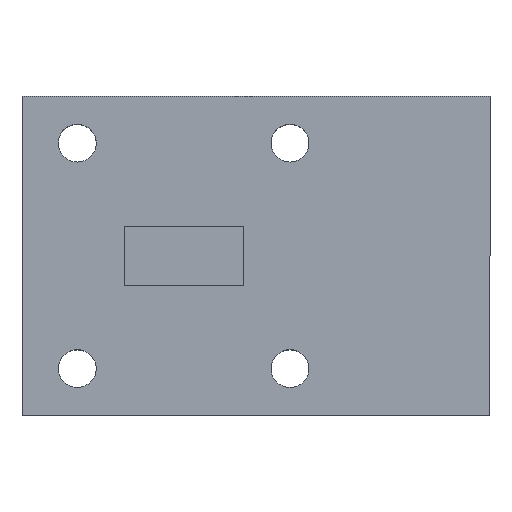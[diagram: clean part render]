
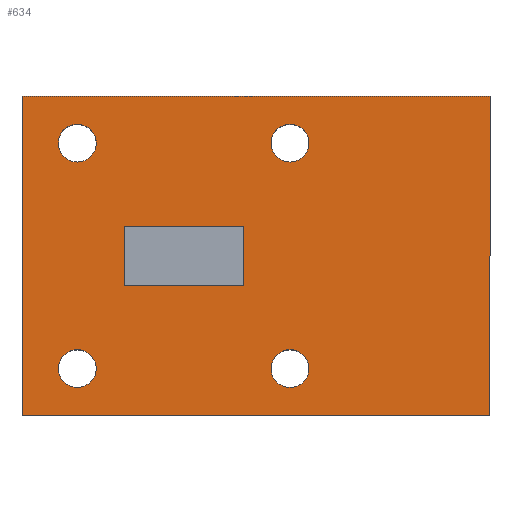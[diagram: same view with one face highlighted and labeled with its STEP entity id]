
A CAD part, top view. The second image highlights one B-rep face of the part: STEP entity #634.
In plain terms, the highlighted planar face has unit normal (0, 0, 1).
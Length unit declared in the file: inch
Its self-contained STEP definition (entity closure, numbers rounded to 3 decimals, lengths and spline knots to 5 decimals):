
#1 = VERTEX_POINT ( 'NONE', #363 ) ;
#8 = DIRECTION ( 'NONE',  ( 1., 0., 0. ) ) ;
#12 = DIRECTION ( 'NONE',  ( 0., -1., 0. ) ) ;
#15 = ORIENTED_EDGE ( 'NONE', *, *, #529, .F. ) ;
#16 = CARTESIAN_POINT ( 'NONE',  ( -0.3755, 0.265, 0.39 ) ) ;
#18 = VERTEX_POINT ( 'NONE', #657 ) ;
#22 = EDGE_CURVE ( 'NONE', #18, #752, #60, .T. ) ;
#34 = VECTOR ( 'NONE', #141, 39.37008 ) ;
#36 = AXIS2_PLACEMENT_3D ( 'NONE', #424, #792, #241 ) ;
#37 = VECTOR ( 'NONE', #312, 39.37008 ) ;
#45 = DIRECTION ( 'NONE',  ( 1., 0., 0. ) ) ;
#53 = EDGE_CURVE ( 'NONE', #206, #484, #179, .T. ) ;
#55 = CARTESIAN_POINT ( 'NONE',  ( -0.31, 0.07, 0.39 ) ) ;
#60 = LINE ( 'NONE', #150, #324 ) ;
#72 = CIRCLE ( 'NONE', #167, 0.0445 ) ;
#76 = ORIENTED_EDGE ( 'NONE', *, *, #764, .F. ) ;
#94 = VECTOR ( 'NONE', #799, 39.37008 ) ;
#102 = CARTESIAN_POINT ( 'NONE',  ( -0.31, -0.07, 0.39 ) ) ;
#110 = CARTESIAN_POINT ( 'NONE',  ( -0.3755, -0.265, 0.39 ) ) ;
#111 = ORIENTED_EDGE ( 'NONE', *, *, #153, .T. ) ;
#123 = CIRCLE ( 'NONE', #407, 0.0445 ) ;
#135 = CIRCLE ( 'NONE', #223, 0.0445 ) ;
#141 = DIRECTION ( 'NONE',  ( 1., 0., 0. ) ) ;
#145 = VECTOR ( 'NONE', #625, 39.37008 ) ;
#146 = CARTESIAN_POINT ( 'NONE',  ( -0.31, 0.07, 0.39 ) ) ;
#150 = CARTESIAN_POINT ( 'NONE',  ( 0.55, 0.375, 0.39 ) ) ;
#151 = CARTESIAN_POINT ( 'NONE',  ( -0.03, -0.07, 0.39 ) ) ;
#153 = EDGE_CURVE ( 'NONE', #752, #763, #791, .T. ) ;
#163 = DIRECTION ( 'NONE',  ( 1., 0., 0. ) ) ;
#165 = CIRCLE ( 'NONE', #36, 0.0445 ) ;
#167 = AXIS2_PLACEMENT_3D ( 'NONE', #466, #284, #718 ) ;
#170 = FACE_BOUND ( 'NONE', #173, .T. ) ;
#171 = VERTEX_POINT ( 'NONE', #426 ) ;
#172 = EDGE_CURVE ( 'NONE', #600, #396, #411, .T. ) ;
#173 = EDGE_LOOP ( 'NONE', ( #421, #258 ) ) ;
#179 = CIRCLE ( 'NONE', #486, 0.0445 ) ;
#196 = CARTESIAN_POINT ( 'NONE',  ( -0.42, 0.265, 0.39 ) ) ;
#201 = CARTESIAN_POINT ( 'NONE',  ( 0.08, -0.265, 0.39 ) ) ;
#206 = VERTEX_POINT ( 'NONE', #110 ) ;
#218 = DIRECTION ( 'NONE',  ( 1., 0., 0. ) ) ;
#223 = AXIS2_PLACEMENT_3D ( 'NONE', #196, #628, #8 ) ;
#235 = EDGE_CURVE ( 'NONE', #755, #412, #383, .T. ) ;
#239 = CARTESIAN_POINT ( 'NONE',  ( 0.08, -0.265, 0.39 ) ) ;
#241 = DIRECTION ( 'NONE',  ( 1., 0., 0. ) ) ;
#246 = LINE ( 'NONE', #737, #590 ) ;
#254 = DIRECTION ( 'NONE',  ( 1., 0., 0. ) ) ;
#258 = ORIENTED_EDGE ( 'NONE', *, *, #672, .F. ) ;
#282 = EDGE_CURVE ( 'NONE', #717, #755, #246, .T. ) ;
#284 = DIRECTION ( 'NONE',  ( 0., 0., 1. ) ) ;
#291 = DIRECTION ( 'NONE',  ( 0., 0., 1. ) ) ;
#298 = ORIENTED_EDGE ( 'NONE', *, *, #797, .F. ) ;
#312 = DIRECTION ( 'NONE',  ( 0., 1., 0. ) ) ;
#319 = CARTESIAN_POINT ( 'NONE',  ( 0.55, -0.375, 0.39 ) ) ;
#324 = VECTOR ( 'NONE', #652, 39.37008 ) ;
#344 = EDGE_LOOP ( 'NONE', ( #444, #298 ) ) ;
#353 = FACE_BOUND ( 'NONE', #344, .T. ) ;
#355 = CARTESIAN_POINT ( 'NONE',  ( -0.55, -0.375, 0.39 ) ) ;
#363 = CARTESIAN_POINT ( 'NONE',  ( 0.55, -0.375, 0.39 ) ) ;
#373 = CARTESIAN_POINT ( 'NONE',  ( -0.55, -0.375, 0.39 ) ) ;
#376 = CARTESIAN_POINT ( 'NONE',  ( 0.1245, -0.265, 0.39 ) ) ;
#383 = LINE ( 'NONE', #682, #37 ) ;
#385 = AXIS2_PLACEMENT_3D ( 'NONE', #201, #392, #696 ) ;
#388 = ORIENTED_EDGE ( 'NONE', *, *, #544, .F. ) ;
#391 = EDGE_CURVE ( 'NONE', #783, #171, #440, .T. ) ;
#392 = DIRECTION ( 'NONE',  ( 0., 0., 1. ) ) ;
#396 = VERTEX_POINT ( 'NONE', #376 ) ;
#397 = CARTESIAN_POINT ( 'NONE',  ( 0.0355, 0.265, 0.39 ) ) ;
#405 = LINE ( 'NONE', #526, #34 ) ;
#407 = AXIS2_PLACEMENT_3D ( 'NONE', #533, #589, #163 ) ;
#411 = CIRCLE ( 'NONE', #786, 0.0445 ) ;
#412 = VERTEX_POINT ( 'NONE', #566 ) ;
#421 = ORIENTED_EDGE ( 'NONE', *, *, #53, .F. ) ;
#424 = CARTESIAN_POINT ( 'NONE',  ( 0.08, 0.265, 0.39 ) ) ;
#426 = CARTESIAN_POINT ( 'NONE',  ( -0.4645, 0.265, 0.39 ) ) ;
#440 = CIRCLE ( 'NONE', #732, 0.0445 ) ;
#442 = VERTEX_POINT ( 'NONE', #614 ) ;
#444 = ORIENTED_EDGE ( 'NONE', *, *, #660, .F. ) ;
#445 = ORIENTED_EDGE ( 'NONE', *, *, #282, .F. ) ;
#454 = VERTEX_POINT ( 'NONE', #55 ) ;
#455 = EDGE_LOOP ( 'NONE', ( #551, #15 ) ) ;
#466 = CARTESIAN_POINT ( 'NONE',  ( 0.08, 0.265, 0.39 ) ) ;
#469 = LINE ( 'NONE', #780, #690 ) ;
#473 = EDGE_CURVE ( 'NONE', #1, #18, #480, .T. ) ;
#477 = CARTESIAN_POINT ( 'NONE',  ( -0.55, 0.375, 0.39 ) ) ;
#478 = LINE ( 'NONE', #146, #712 ) ;
#480 = LINE ( 'NONE', #319, #145 ) ;
#484 = VERTEX_POINT ( 'NONE', #581 ) ;
#486 = AXIS2_PLACEMENT_3D ( 'NONE', #588, #291, #728 ) ;
#500 = DIRECTION ( 'NONE',  ( 0., 0., 1. ) ) ;
#504 = CARTESIAN_POINT ( 'NONE',  ( -0.42, 0.265, 0.39 ) ) ;
#505 = VERTEX_POINT ( 'NONE', #397 ) ;
#526 = CARTESIAN_POINT ( 'NONE',  ( 0.55, -0.375, 0.39 ) ) ;
#528 = ORIENTED_EDGE ( 'NONE', *, *, #22, .T. ) ;
#529 = EDGE_CURVE ( 'NONE', #171, #783, #135, .T. ) ;
#533 = CARTESIAN_POINT ( 'NONE',  ( -0.42, -0.265, 0.39 ) ) ;
#544 = EDGE_CURVE ( 'NONE', #396, #600, #701, .T. ) ;
#551 = ORIENTED_EDGE ( 'NONE', *, *, #391, .F. ) ;
#558 = FACE_BOUND ( 'NONE', #673, .T. ) ;
#562 = EDGE_LOOP ( 'NONE', ( #111, #695, #674, #528 ) ) ;
#566 = CARTESIAN_POINT ( 'NONE',  ( -0.03, 0.07, 0.39 ) ) ;
#581 = CARTESIAN_POINT ( 'NONE',  ( -0.4645, -0.265, 0.39 ) ) ;
#588 = CARTESIAN_POINT ( 'NONE',  ( -0.42, -0.265, 0.39 ) ) ;
#589 = DIRECTION ( 'NONE',  ( 0., 0., 1. ) ) ;
#590 = VECTOR ( 'NONE', #675, 39.37008 ) ;
#600 = VERTEX_POINT ( 'NONE', #766 ) ;
#610 = FACE_BOUND ( 'NONE', #455, .T. ) ;
#614 = CARTESIAN_POINT ( 'NONE',  ( 0.1245, 0.265, 0.39 ) ) ;
#625 = DIRECTION ( 'NONE',  ( 0., 1., 0. ) ) ;
#628 = DIRECTION ( 'NONE',  ( 0., 0., 1. ) ) ;
#634 = ADVANCED_FACE ( 'NONE', ( #646, #610, #170, #558, #353, #667 ), #644, .T. ) ;
#644 = PLANE ( 'NONE',  #815 ) ;
#645 = EDGE_CURVE ( 'NONE', #412, #454, #478, .T. ) ;
#646 = FACE_BOUND ( 'NONE', #715, .T. ) ;
#652 = DIRECTION ( 'NONE',  ( -1., 0., 0. ) ) ;
#654 = DIRECTION ( 'NONE',  ( 0., 0., 1. ) ) ;
#657 = CARTESIAN_POINT ( 'NONE',  ( 0.55, 0.375, 0.39 ) ) ;
#660 = EDGE_CURVE ( 'NONE', #442, #505, #72, .T. ) ;
#662 = ORIENTED_EDGE ( 'NONE', *, *, #172, .F. ) ;
#666 = EDGE_CURVE ( 'NONE', #763, #1, #405, .T. ) ;
#667 = FACE_OUTER_BOUND ( 'NONE', #562, .T. ) ;
#671 = ORIENTED_EDGE ( 'NONE', *, *, #235, .F. ) ;
#672 = EDGE_CURVE ( 'NONE', #484, #206, #123, .T. ) ;
#673 = EDGE_LOOP ( 'NONE', ( #388, #662 ) ) ;
#674 = ORIENTED_EDGE ( 'NONE', *, *, #473, .T. ) ;
#675 = DIRECTION ( 'NONE',  ( 1., 0., 0. ) ) ;
#682 = CARTESIAN_POINT ( 'NONE',  ( -0.03, 0.07, 0.39 ) ) ;
#690 = VECTOR ( 'NONE', #12, 39.37008 ) ;
#695 = ORIENTED_EDGE ( 'NONE', *, *, #666, .T. ) ;
#696 = DIRECTION ( 'NONE',  ( 1., 0., 0. ) ) ;
#701 = CIRCLE ( 'NONE', #385, 0.0445 ) ;
#704 = ORIENTED_EDGE ( 'NONE', *, *, #645, .F. ) ;
#712 = VECTOR ( 'NONE', #721, 39.37008 ) ;
#715 = EDGE_LOOP ( 'NONE', ( #671, #445, #76, #704 ) ) ;
#717 = VERTEX_POINT ( 'NONE', #102 ) ;
#718 = DIRECTION ( 'NONE',  ( 1., 0., 0. ) ) ;
#721 = DIRECTION ( 'NONE',  ( -1., 0., 0. ) ) ;
#728 = DIRECTION ( 'NONE',  ( 1., 0., 0. ) ) ;
#732 = AXIS2_PLACEMENT_3D ( 'NONE', #504, #808, #254 ) ;
#737 = CARTESIAN_POINT ( 'NONE',  ( -0.31, -0.07, 0.39 ) ) ;
#752 = VERTEX_POINT ( 'NONE', #477 ) ;
#755 = VERTEX_POINT ( 'NONE', #151 ) ;
#763 = VERTEX_POINT ( 'NONE', #355 ) ;
#764 = EDGE_CURVE ( 'NONE', #454, #717, #469, .T. ) ;
#766 = CARTESIAN_POINT ( 'NONE',  ( 0.0355, -0.265, 0.39 ) ) ;
#777 = CARTESIAN_POINT ( 'NONE',  ( 0., 0., 0.39 ) ) ;
#780 = CARTESIAN_POINT ( 'NONE',  ( -0.31, 0.07, 0.39 ) ) ;
#783 = VERTEX_POINT ( 'NONE', #16 ) ;
#786 = AXIS2_PLACEMENT_3D ( 'NONE', #239, #500, #45 ) ;
#791 = LINE ( 'NONE', #373, #94 ) ;
#792 = DIRECTION ( 'NONE',  ( 0., 0., 1. ) ) ;
#797 = EDGE_CURVE ( 'NONE', #505, #442, #165, .T. ) ;
#799 = DIRECTION ( 'NONE',  ( 0., -1., 0. ) ) ;
#808 = DIRECTION ( 'NONE',  ( 0., 0., 1. ) ) ;
#815 = AXIS2_PLACEMENT_3D ( 'NONE', #777, #654, #218 ) ;
